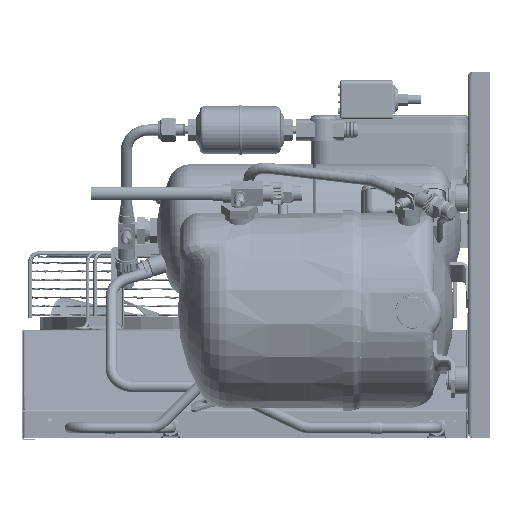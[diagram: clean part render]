
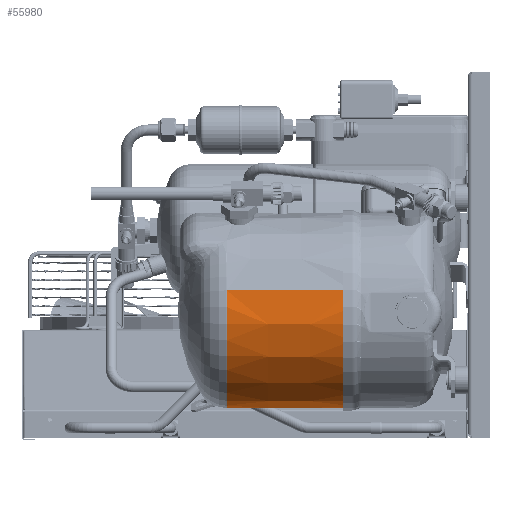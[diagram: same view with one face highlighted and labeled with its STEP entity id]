
A CAD part, left-side view. The second image highlights one B-rep face of the part: STEP entity #55980.
In plain terms, the highlighted conical face has half-angle 0.05 degrees and reference radius 112.138 mm.
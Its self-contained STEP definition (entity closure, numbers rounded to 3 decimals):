
#53701=CARTESIAN_POINT('',(0.,-9.569,
0.));
#53702=DIRECTION('',(0.,1.,0.));
#53703=DIRECTION('',(0.94,0.,0.342));
#53704=AXIS2_PLACEMENT_3D('',#53701,#53702,#53703);
#53721=DIRECTION('',(-0.001,1.,0.));
#53722=VECTOR('',#53721,13.569);
#53723=CARTESIAN_POINT('',(98.259,120.331,
-53.932));
#53724=LINE('',#53723,#53722);
#53725=CARTESIAN_POINT('',(0.,120.331,
0.));
#53726=DIRECTION('',(0.,-1.,0.));
#53727=DIRECTION('',(0.752,0.,-0.659));
#53728=AXIS2_PLACEMENT_3D('',#53725,#53726,#53727);
#53730=DIRECTION('',(0.001,-1.,-0.001));
#53731=VECTOR('',#53730,13.569);
#53732=CARTESIAN_POINT('',(84.277,133.9,
-73.88));
#53733=LINE('',#53732,#53731);
#53734=DIRECTION('',(-0.001,-1.,0.));
#53735=VECTOR('',#53734,143.469);
#53736=CARTESIAN_POINT('',(-105.316,133.9,
-38.332));
#53737=LINE('',#53736,#53735);
#53743=CARTESIAN_POINT('',(0.,133.9,
0.));
#53744=DIRECTION('',(0.,-1.,0.));
#53745=DIRECTION('',(0.877,0.,-0.481));
#53746=AXIS2_PLACEMENT_3D('',#53743,#53744,#53745);
#53794=CARTESIAN_POINT('',(0.,133.9,
0.));
#53795=DIRECTION('',(0.,-1.,0.));
#53796=DIRECTION('',(-0.94,0.,-0.342));
#53797=AXIS2_PLACEMENT_3D('',#53794,#53795,#53796);
#53888=DIRECTION('',(0.001,-1.,0.));
#53889=VECTOR('',#53888,143.469);
#53890=CARTESIAN_POINT('',(105.316,133.9,38.332));
#53891=LINE('',#53890,#53889);
#55554=CARTESIAN_POINT('',(105.434,-9.569,
38.375));
#55555=CARTESIAN_POINT('',(-105.434,-9.569,
-38.375));
#55556=VERTEX_POINT('',#55554);
#55557=VERTEX_POINT('',#55555);
#55562=CARTESIAN_POINT('',(-105.316,133.9,
-38.332));
#55563=VERTEX_POINT('',#55562);
#55564=CARTESIAN_POINT('',(105.316,133.9,38.332));
#55565=VERTEX_POINT('',#55564);
#55805=CARTESIAN_POINT('',(98.259,120.331,
-53.932));
#55806=CARTESIAN_POINT('',(98.248,133.9,
-53.926));
#55807=VERTEX_POINT('',#55805);
#55808=VERTEX_POINT('',#55806);
#55809=CARTESIAN_POINT('',(84.286,120.331,
-73.887));
#55810=VERTEX_POINT('',#55809);
#55811=CARTESIAN_POINT('',(84.277,133.9,
-73.88));
#55812=VERTEX_POINT('',#55811);
#55958=CARTESIAN_POINT('',(0.,62.165,
0.));
#55959=DIRECTION('',(0.,-1.,0.));
#55960=DIRECTION('',(0.94,0.,0.342));
#55961=AXIS2_PLACEMENT_3D('',#55958,#55959,#55960);
#55962=CONICAL_SURFACE('',#55961,112.138,0.05);
#55964=ORIENTED_EDGE('',*,*,#55963,.F.);
#55966=ORIENTED_EDGE('',*,*,#55965,.F.);
#55968=ORIENTED_EDGE('',*,*,#55967,.F.);
#55970=ORIENTED_EDGE('',*,*,#55969,.F.);
#55972=ORIENTED_EDGE('',*,*,#55971,.T.);
#55973=ORIENTED_EDGE('',*,*,#55946,.F.);
#55975=ORIENTED_EDGE('',*,*,#55974,.F.);
#55977=ORIENTED_EDGE('',*,*,#55976,.F.);
#55978=EDGE_LOOP('',(#55964,#55966,#55968,#55970,#55972,#55973,#55975,#55977));
#55979=FACE_OUTER_BOUND('',#55978,.F.);
#55980=ADVANCED_FACE('',(#55979),#55962,.T.);
#53705=CIRCLE('',#53704,112.2);
#53729=CIRCLE('',#53728,112.087);
#53747=CIRCLE('',#53746,112.075);
#53798=CIRCLE('',#53797,112.075);
#55946=EDGE_CURVE('',#55556,#55557,#53705,.T.);
#55963=EDGE_CURVE('',#55807,#55808,#53724,.T.);
#55965=EDGE_CURVE('',#55810,#55807,#53729,.T.);
#55967=EDGE_CURVE('',#55812,#55810,#53733,.T.);
#55969=EDGE_CURVE('',#55563,#55812,#53798,.T.);
#55971=EDGE_CURVE('',#55563,#55557,#53737,.T.);
#55974=EDGE_CURVE('',#55565,#55556,#53891,.T.);
#55976=EDGE_CURVE('',#55808,#55565,#53747,.T.);
